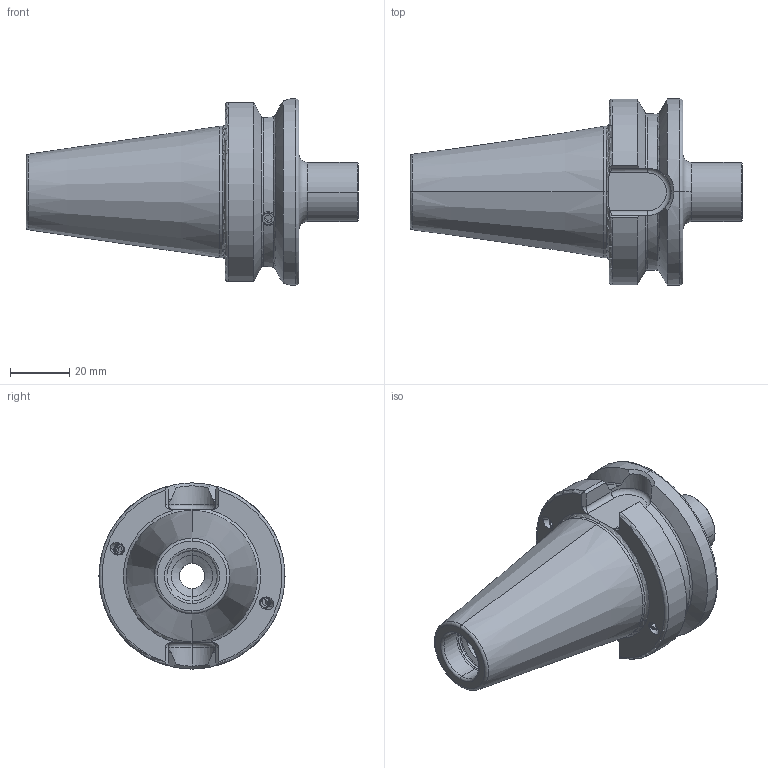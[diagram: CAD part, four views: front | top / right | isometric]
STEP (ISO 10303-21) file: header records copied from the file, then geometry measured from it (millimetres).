
FILE_DESCRIPTION (( 'STEP AP203' ), '1' );
FILE_NAME ('100.412.201C.STEP', '2018-03-12T13:05:14', ( 'SWIAdmin' ), ( 'Hewlett-Packard Company' ), 'SwSTEP 2.0', 'SolidWorks 2017', '' );
FILE_SCHEMA (( 'CONFIG_CONTROL_DESIGN' ));
Length unit declared in the file: millimetre
Products named in the file (4): BB4-CA1.K01.047_A; ISO 4026 - M4 x 4_PreviewCfg; ISO 4026 - M5 x 5_PreviewCfg; 100.412.201C
Assembly tree (4 placements, depth 2):
  100.412.201C
    BB4-CA1.K01.047_A
    ISO 4026 - M4 x 4_PreviewCfg  x2
    ISO 4026 - M5 x 5_PreviewCfg
Bounding box: 112.4 x 63 x 63 mm (x, y, z)
Volume: 128182 mm3; surface area: 24275.7 mm2
Topology: 4 solids, 4 shells, 169 faces, 402 edges, 244 vertices
Faces by surface type: cylinder 52, plane 48, cone 40, torus 27, bspline 2
Entity records: 5387 total; most frequent: CARTESIAN_POINT 1424, DIRECTION 753, ORIENTED_EDGE 736, EDGE_CURVE 368, AXIS2_PLACEMENT_3D 301, VERTEX_POINT 224, EDGE_LOOP 166, FACE_OUTER_BOUND 154
